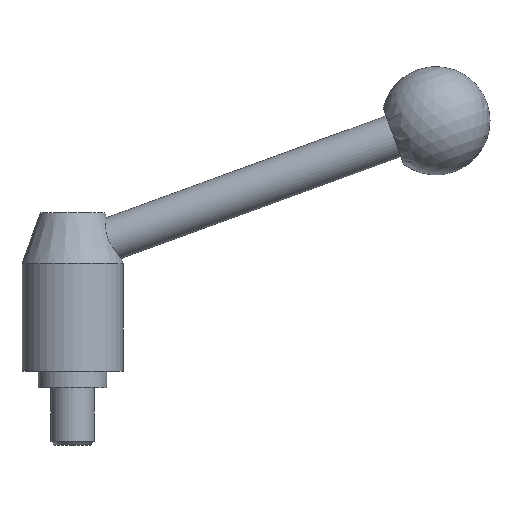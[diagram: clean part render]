
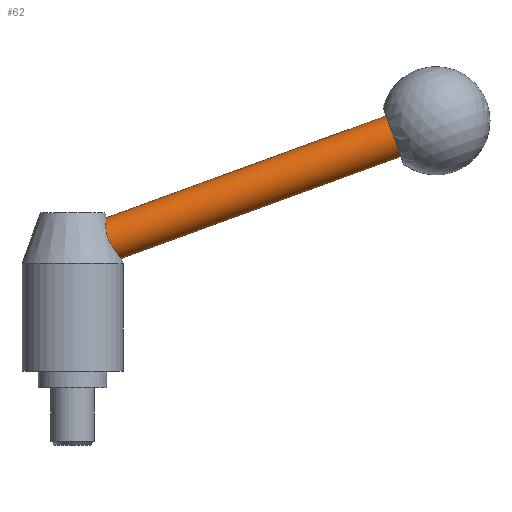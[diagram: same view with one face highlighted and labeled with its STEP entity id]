
A CAD part, front view. The second image highlights one B-rep face of the part: STEP entity #62.
In plain terms, the highlighted cylindrical face has radius 6 mm (diameter 12 mm), a partial arc.
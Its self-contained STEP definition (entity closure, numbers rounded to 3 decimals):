
#62=ADVANCED_FACE('',(#128),#129,.T.);
#128=FACE_OUTER_BOUND('',#196,.T.);
#129=CYLINDRICAL_SURFACE('',#197,6.);
#196=EDGE_LOOP('',(#305,#306,#307,#308,#309));
#197=AXIS2_PLACEMENT_3D('',#310,#311,#312);
#305=ORIENTED_EDGE('',*,*,#412,.T.);
#306=ORIENTED_EDGE('',*,*,#391,.F.);
#307=ORIENTED_EDGE('',*,*,#390,.F.);
#308=ORIENTED_EDGE('',*,*,#414,.T.);
#309=ORIENTED_EDGE('',*,*,#423,.F.);
#310=CARTESIAN_POINT('',(45.499,0.0,53.851));
#311=DIRECTION('',(0.94,0.0,0.342));
#312=DIRECTION('',(-0.342,0.0,0.94));
#390=EDGE_CURVE('',#453,#455,#456,.T.);
#391=EDGE_CURVE('',#455,#445,#457,.T.);
#412=EDGE_CURVE('',#490,#445,#491,.T.);
#414=EDGE_CURVE('',#453,#492,#494,.T.);
#423=EDGE_CURVE('',#490,#492,#507,.T.);
#445=VERTEX_POINT('',#529);
#453=VERTEX_POINT('',#539);
#455=VERTEX_POINT('',#542);
#456=B_SPLINE_CURVE_WITH_KNOTS('',3,(#543,#544,#545,#546,#547,#548,#549,#550,#551,#552,#553,#554,#555,#556,#557,#558,#559,#560),.UNSPECIFIED.,.F.,.F.,(4,2,2,2,2,2,2,2,4),(26.606,27.894,29.181,30.469,31.757,33.047,34.338,35.628,36.919),.UNSPECIFIED.);
#457=B_SPLINE_CURVE_WITH_KNOTS('',3,(#561,#562,#563,#564,#565,#566,#567,#568,#569,#570,#571,#572,#573,#574,#575,#576,#577,#578),.UNSPECIFIED.,.F.,.F.,(4,2,2,2,2,2,2,2,4),(0.0,1.024,2.049,3.073,4.098,5.11,6.122,7.134,8.147),.UNSPECIFIED.);
#490=VERTEX_POINT('',#619);
#491=LINE('',#620,#621);
#492=VERTEX_POINT('',#622);
#494=LINE('',#624,#625);
#507=CIRCLE('',#671,6.);
#529=CARTESIAN_POINT('',(9.383,0.,47.09));
#539=CARTESIAN_POINT('',(13.487,0.,35.814));
#542=CARTESIAN_POINT('',(9.591,-5.903,41.927));
#543=CARTESIAN_POINT('',(13.487,0.,35.814));
#544=CARTESIAN_POINT('',(13.487,-0.429,35.814));
#545=CARTESIAN_POINT('',(13.452,-0.869,35.851));
#546=CARTESIAN_POINT('',(13.312,-1.734,36.005));
#547=CARTESIAN_POINT('',(13.206,-2.159,36.121));
#548=CARTESIAN_POINT('',(12.936,-2.963,36.426));
#549=CARTESIAN_POINT('',(12.771,-3.342,36.616));
#550=CARTESIAN_POINT('',(12.403,-4.031,37.053));
#551=CARTESIAN_POINT('',(12.201,-4.341,37.301));
#552=CARTESIAN_POINT('',(11.788,-4.875,37.832));
#553=CARTESIAN_POINT('',(11.564,-5.117,38.133));
#554=CARTESIAN_POINT('',(11.11,-5.521,38.792));
#555=CARTESIAN_POINT('',(10.88,-5.683,39.149));
#556=CARTESIAN_POINT('',(10.443,-5.912,39.903));
#557=CARTESIAN_POINT('',(10.237,-5.979,40.301));
#558=CARTESIAN_POINT('',(9.873,-6.013,41.11));
#559=CARTESIAN_POINT('',(9.717,-5.98,41.523));
#560=CARTESIAN_POINT('',(9.591,-5.903,41.927));
#561=CARTESIAN_POINT('',(9.591,-5.903,41.927));
#562=CARTESIAN_POINT('',(9.492,-5.841,42.248));
#563=CARTESIAN_POINT('',(9.407,-5.749,42.579));
#564=CARTESIAN_POINT('',(9.275,-5.503,43.238));
#565=CARTESIAN_POINT('',(9.228,-5.349,43.566));
#566=CARTESIAN_POINT('',(9.168,-4.988,44.196));
#567=CARTESIAN_POINT('',(9.155,-4.781,44.499));
#568=CARTESIAN_POINT('',(9.152,-4.328,45.059));
#569=CARTESIAN_POINT('',(9.163,-4.083,45.317));
#570=CARTESIAN_POINT('',(9.193,-3.58,45.772));
#571=CARTESIAN_POINT('',(9.214,-3.303,45.987));
#572=CARTESIAN_POINT('',(9.261,-2.706,46.372));
#573=CARTESIAN_POINT('',(9.287,-2.387,46.541));
#574=CARTESIAN_POINT('',(9.331,-1.723,46.814));
#575=CARTESIAN_POINT('',(9.35,-1.378,46.919));
#576=CARTESIAN_POINT('',(9.376,-0.686,47.057));
#577=CARTESIAN_POINT('',(9.383,-0.337,47.09));
#578=CARTESIAN_POINT('',(9.383,0.,47.09));
#619=CARTESIAN_POINT('',(86.907,0.0,75.307));
#620=CARTESIAN_POINT('',(43.447,0.,59.489));
#621=VECTOR('',#729,1.0);
#622=CARTESIAN_POINT('',(91.012,0.,64.031));
#624=CARTESIAN_POINT('',(47.551,0.,48.212));
#625=VECTOR('',#733,1.0);
#671=AXIS2_PLACEMENT_3D('',#749,#750,#751);
#729=DIRECTION('',(-0.94,0.0,-0.342));
#733=DIRECTION('',(0.94,0.0,0.342));
#749=CARTESIAN_POINT('',(88.959,0.0,69.669));
#750=DIRECTION('',(0.94,0.0,0.342));
#751=DIRECTION('',(-0.342,0.0,0.94));
